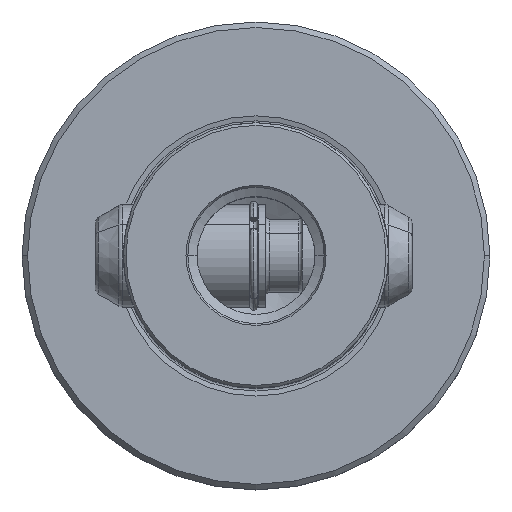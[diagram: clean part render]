
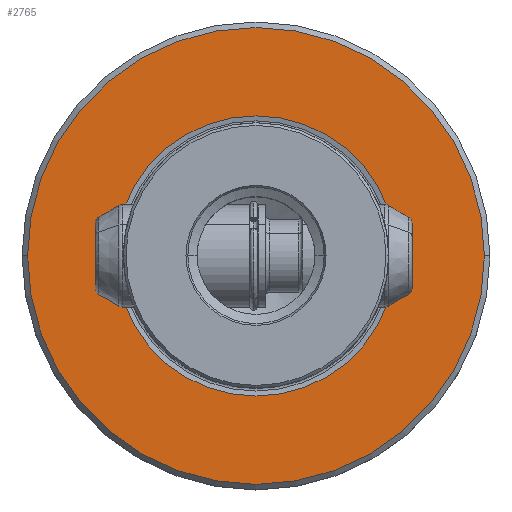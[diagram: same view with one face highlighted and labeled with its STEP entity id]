
A CAD part, top view. The second image highlights one B-rep face of the part: STEP entity #2765.
In plain terms, the highlighted planar face has unit normal (0, 0, 1).
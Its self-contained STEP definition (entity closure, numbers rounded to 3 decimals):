
#1849=VERTEX_POINT('NONE',#5399);
#2025=EDGE_CURVE('NONE',#3423,#3811,#5596,.T.);
#2173=EDGE_CURVE('NONE',#3403,#1849,#5764,.T.);
#2699=EDGE_CURVE('NONE',#3811,#3423,#6333,.T.);
#2765=ADVANCED_FACE('NONE',(#6404,#6405),#6406,.T.);
#3403=VERTEX_POINT('NONE',#7105);
#3423=VERTEX_POINT('NONE',#7125);
#3811=VERTEX_POINT('NONE',#7566);
#5205=EDGE_CURVE('NONE',#1849,#3403,#9110,.F.);
#5399=CARTESIAN_POINT('',(-19.012,0.,0.0));
#5596=CIRCLE('',#9844,31.0);
#5764=CIRCLE('',#10174,19.012);
#6333=CIRCLE('',#13460,31.0);
#6404=FACE_OUTER_BOUND('',#14501,.T.);
#6405=FACE_BOUND('',#14502,.T.);
#6406=PLANE('',#14503);
#7105=CARTESIAN_POINT('',(19.012,0.,0.0));
#7125=CARTESIAN_POINT('',(-31.0,0.,0.0));
#7566=CARTESIAN_POINT('',(31.0,0.,0.0));
#9110=CIRCLE('',#28944,19.012);
#9844=AXIS2_PLACEMENT_3D('',#30150,#30151,#30152);
#10174=AXIS2_PLACEMENT_3D('',#30359,#30360,#30361);
#13460=AXIS2_PLACEMENT_3D('',#30981,#30982,#30983);
#14501=EDGE_LOOP('',(#31063,#31064));
#14502=EDGE_LOOP('',(#31065,#31066));
#14503=AXIS2_PLACEMENT_3D('',#31067,#31068,#31069);
#28944=AXIS2_PLACEMENT_3D('',#34309,#34310,#34311);
#30150=CARTESIAN_POINT('',(0.0,0.0,0.0));
#30151=DIRECTION('',(0.0,0.0,-1.0));
#30152=DIRECTION('',(-1.0,0.,0.0));
#30359=CARTESIAN_POINT('',(0.0,0.0,0.0));
#30360=DIRECTION('',(-0.0,0.0,1.0));
#30361=DIRECTION('',(1.0,0.,0.0));
#30981=CARTESIAN_POINT('',(0.0,0.0,0.0));
#30982=DIRECTION('',(0.0,0.0,-1.0));
#30983=DIRECTION('',(-1.0,0.,0.0));
#31063=ORIENTED_EDGE('',*,*,#2025,.F.);
#31064=ORIENTED_EDGE('',*,*,#2699,.F.);
#31065=ORIENTED_EDGE('',*,*,#2173,.F.);
#31066=ORIENTED_EDGE('',*,*,#5205,.F.);
#31067=CARTESIAN_POINT('',(-18.0,0.0,0.0));
#31068=DIRECTION('',(-0.0,0.0,1.0));
#31069=DIRECTION('',(0.0,1.0,0.0));
#34309=CARTESIAN_POINT('',(0.0,0.0,0.0));
#34310=DIRECTION('',(0.0,0.0,-1.0));
#34311=DIRECTION('',(1.0,0.,0.0));
